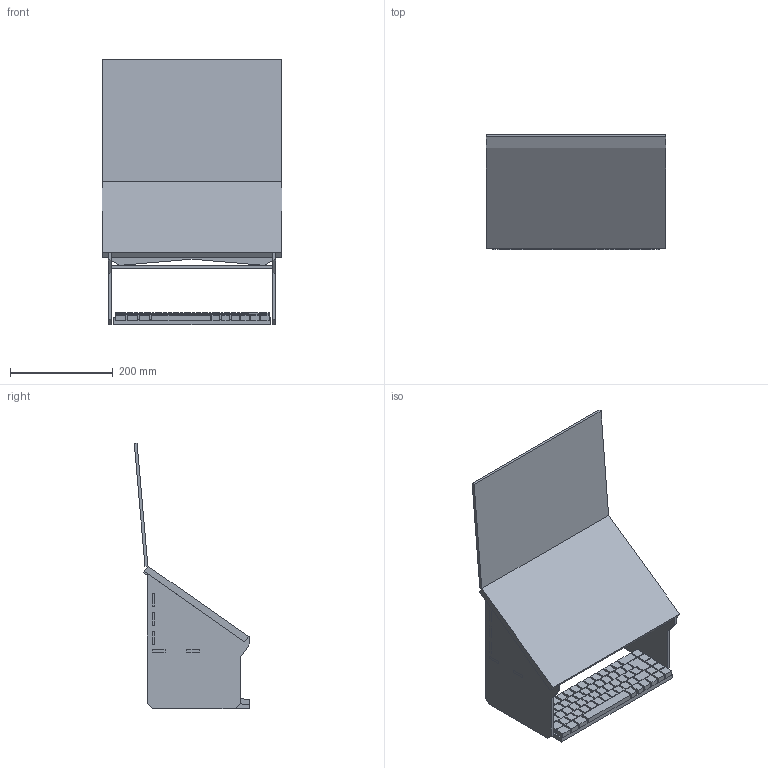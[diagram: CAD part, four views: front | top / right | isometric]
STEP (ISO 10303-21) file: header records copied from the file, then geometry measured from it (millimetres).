
FILE_DESCRIPTION(/* description */ (''),/* implementation_level */ '2;1');
FILE_NAME(/* name */ 'Laptand_V1.2_v6.step',/* time_stamp */ '2023-10-18T13:58:04+02:00',/* author */ (''),/* organization */ (''),/* preprocessor_version */ 'ST-DEVELOPER v20',/* originating_system */ 'Autodesk Translation Framework v12.14.0.127',/* authorisation */ '');
FILE_SCHEMA (('AUTOMOTIVE_DESIGN { 1 0 10303 214 3 1 1 }'));
Length unit declared in the file: millimetre
Products named in the file (9): Stand V1.2; RazerBlade 15; Base; Screen; Keychron K7 Pro; Back; Bottom; Left; Right
Assembly tree (8 placements, depth 3):
  Stand V1.2
    RazerBlade 15
      Base
      Screen
    Keychron K7 Pro
    Back
    Bottom
    Left
    Right
Bounding box: 350 x 225.35 x 517.39 mm (x, y, z)
Volume: 2984350 mm3; surface area: 775365.8 mm2
Topology: 14 solids, 14 shells, 805 faces, 2134 edges, 1416 vertices
Faces by surface type: plane 622, bspline 183
Entity records: 26974 total; most frequent: CARTESIAN_POINT 7849, ORIENTED_EDGE 4268, DIRECTION 3046, EDGE_CURVE 2134, LINE 1768, VECTOR 1768, VERTEX_POINT 1416, EDGE_LOOP 930
